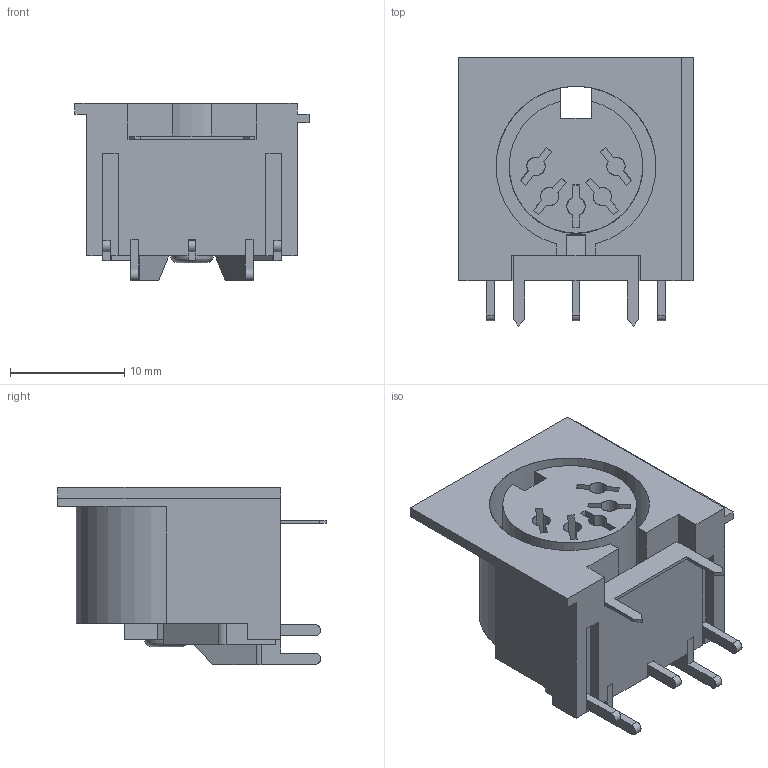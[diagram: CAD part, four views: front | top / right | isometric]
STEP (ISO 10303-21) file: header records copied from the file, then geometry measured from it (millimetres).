
FILE_DESCRIPTION(('FreeCAD Model'),'2;1');
FILE_NAME('Open CASCADE Shape Model','2023-12-04T03:26:04',(''),(''), 'Open CASCADE STEP processor 7.6','FreeCAD','Unknown');
FILE_SCHEMA(('AUTOMOTIVE_DESIGN { 1 0 10303 214 1 1 1 1 }'));
Length unit declared in the file: millimetre
Products named in the file (1): DIN_PIN
Bounding box: 20.5 x 23.5 x 15.5 mm (x, y, z)
Surface area: 3395.2 mm2 (no closed solid volume)
Topology: 0 solids, 206 shells, 206 faces, 1594 edges, 1594 vertices
Faces by surface type: bspline 169, revolution 37
Entity records: 16949 total; most frequent: CARTESIAN_POINT 4999, ORIENTED_EDGE 1594, EDGE_CURVE 1594, VERTEX_POINT 1594, DIRECTION 1252, LINE 1037, VECTOR 1037, B_SPLINE_CURVE_WITH_KNOTS 506
